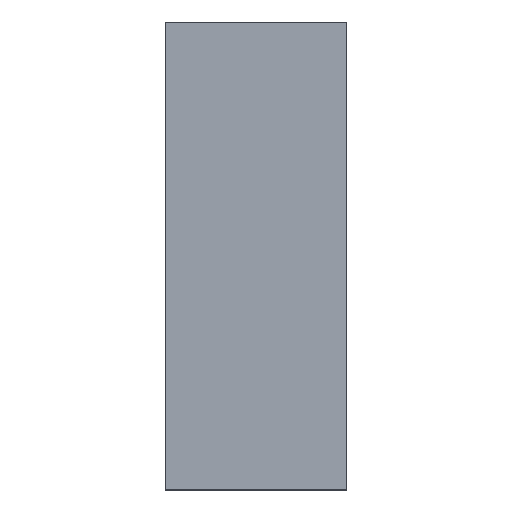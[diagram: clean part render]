
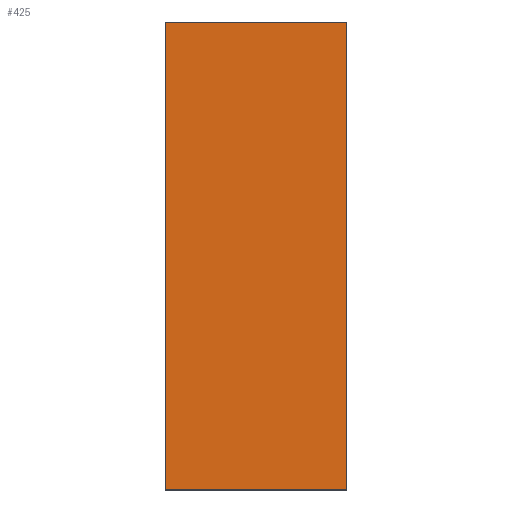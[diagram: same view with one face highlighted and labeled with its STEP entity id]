
A CAD part, top view. The second image highlights one B-rep face of the part: STEP entity #425.
In plain terms, the highlighted planar face has unit normal (0, 0, 1).
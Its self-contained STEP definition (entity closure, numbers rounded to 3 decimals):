
#68=FACE_OUTER_BOUND('',#97,.T.);
#97=EDGE_LOOP('',(#362,#363,#364,#365));
#137=LINE('',#716,#177);
#139=LINE('',#720,#179);
#141=LINE('',#724,#181);
#143=LINE('',#727,#183);
#177=VECTOR('',#598,10.);
#179=VECTOR('',#602,10.);
#181=VECTOR('',#606,10.);
#183=VECTOR('',#610,10.);
#212=VERTEX_POINT('',#713);
#213=VERTEX_POINT('',#715);
#214=VERTEX_POINT('',#719);
#215=VERTEX_POINT('',#723);
#263=EDGE_CURVE('',#213,#212,#137,.T.);
#265=EDGE_CURVE('',#214,#213,#139,.T.);
#267=EDGE_CURVE('',#215,#214,#141,.T.);
#269=EDGE_CURVE('',#212,#215,#143,.T.);
#362=ORIENTED_EDGE('',*,*,#269,.T.);
#363=ORIENTED_EDGE('',*,*,#267,.T.);
#364=ORIENTED_EDGE('',*,*,#265,.T.);
#365=ORIENTED_EDGE('',*,*,#263,.T.);
#397=PLANE('',#487);
#425=ADVANCED_FACE('',(#68),#397,.T.);
#487=AXIS2_PLACEMENT_3D('',#728,#611,#612);
#598=DIRECTION('',(0.,1.,0.));
#602=DIRECTION('',(1.,0.,0.));
#606=DIRECTION('',(0.,-1.,0.));
#610=DIRECTION('',(-1.,0.,0.));
#611=DIRECTION('center_axis',(0.,0.,1.));
#612=DIRECTION('ref_axis',(1.,0.,0.));
#713=CARTESIAN_POINT('',(15.5,40.,2.));
#715=CARTESIAN_POINT('',(15.5,-40.,2.));
#716=CARTESIAN_POINT('',(15.5,-40.,2.));
#719=CARTESIAN_POINT('',(-15.5,-40.,2.));
#720=CARTESIAN_POINT('',(-15.5,-40.,2.));
#723=CARTESIAN_POINT('',(-15.5,40.,2.));
#724=CARTESIAN_POINT('',(-15.5,40.,2.));
#727=CARTESIAN_POINT('',(15.5,40.,2.));
#728=CARTESIAN_POINT('Origin',(0.,0.,2.));
